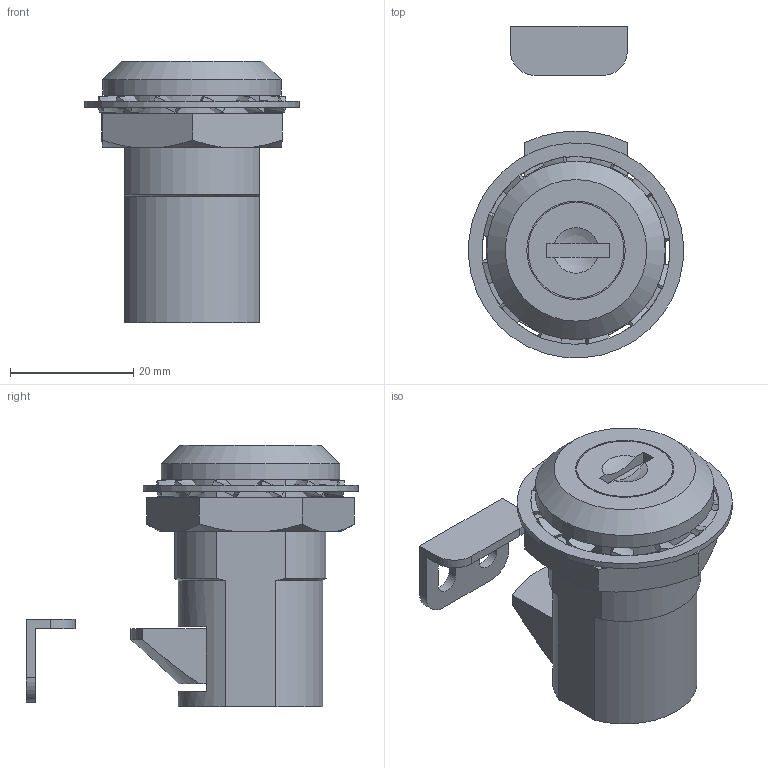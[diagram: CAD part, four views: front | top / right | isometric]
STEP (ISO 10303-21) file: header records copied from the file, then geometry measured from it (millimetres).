
FILE_DESCRIPTION(/* description */ (''),/* implementation_level */ '2;1');
FILE_NAME(/* name */ 'KC-3730.stp',/* time_stamp */ '2024-09-25T20:15:15+09:00',/* author */ ('user'),/* organization */ (''),/* preprocessor_version */ 'ST-DEVELOPER v15.6',/* originating_system */ 'Autodesk Inventor 2015',/* authorisation */ '');
FILE_SCHEMA (('AUTOMOTIVE_DESIGN { 1 0 10303 214 3 1 1 }'));
Length unit declared in the file: millimetre
Products named in the file (5): 몸체; 너트; 아데; 와샤; 조립품6
Bounding box: 34.94 x 53.97 x 42.5 mm (x, y, z)
Volume: 22525.8 mm3; surface area: 8397.9 mm2
Topology: 4 solids, 4 shells, 169 faces, 463 edges, 308 vertices
Faces by surface type: plane 77, bspline 48, cylinder 30, cone 12, sphere 2
Full cylindrical faces by diameter (mm): 15.6 x1, 16 x1, 23.917 x1, 29 x1, 35 x1
Entity records: 6042 total; most frequent: CARTESIAN_POINT 1911, ORIENTED_EDGE 908, DIRECTION 700, EDGE_CURVE 454, VERTEX_POINT 307, LINE 288, VECTOR 288, AXIS2_PLACEMENT_3D 206
